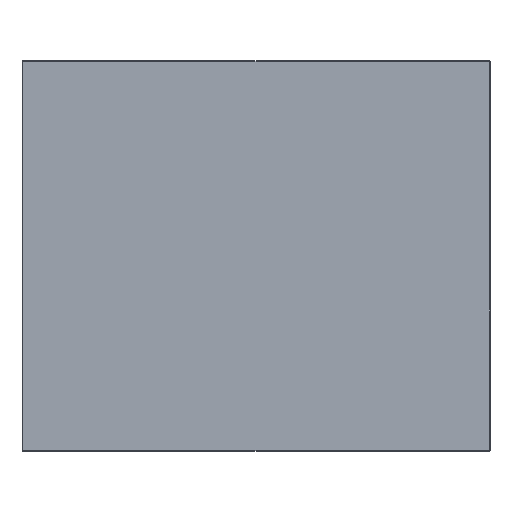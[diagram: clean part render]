
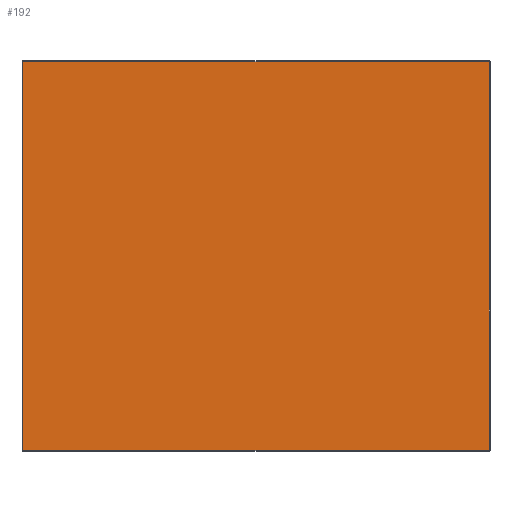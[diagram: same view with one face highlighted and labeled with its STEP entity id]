
A CAD part, top view. The second image highlights one B-rep face of the part: STEP entity #192.
In plain terms, the highlighted face is planar.
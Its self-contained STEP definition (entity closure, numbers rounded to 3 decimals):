
#192=ADVANCED_FACE('',(#269),#1165,.T.);
#269=FACE_OUTER_BOUND('',#346,.T.);
#346=EDGE_LOOP('',(#441,#442,#443,#444));
#441=ORIENTED_EDGE('',*,*,#755,.F.);
#442=ORIENTED_EDGE('',*,*,#756,.F.);
#443=ORIENTED_EDGE('',*,*,#757,.F.);
#444=ORIENTED_EDGE('',*,*,#754,.F.);
#754=EDGE_CURVE('',#1067,#1068,#931,.T.);
#755=EDGE_CURVE('',#1069,#1067,#932,.T.);
#756=EDGE_CURVE('',#1070,#1069,#933,.T.);
#757=EDGE_CURVE('',#1068,#1070,#934,.T.);
#931=B_SPLINE_CURVE_WITH_KNOTS('',1,(#1889,#1890),.UNSPECIFIED.,.F.,.F.,
(2,2),(-498.,0.),.UNSPECIFIED.);
#932=B_SPLINE_CURVE_WITH_KNOTS('',1,(#1891,#1892),.UNSPECIFIED.,.F.,.F.,
(2,2),(-598.,0.),.UNSPECIFIED.);
#933=B_SPLINE_CURVE_WITH_KNOTS('',1,(#1893,#1894),.UNSPECIFIED.,.F.,.F.,
(2,2),(-498.,0.),.UNSPECIFIED.);
#934=B_SPLINE_CURVE_WITH_KNOTS('',1,(#1895,#1896),.UNSPECIFIED.,.F.,.F.,
(2,2),(-598.,0.),.UNSPECIFIED.);
#1067=VERTEX_POINT('',#1835);
#1068=VERTEX_POINT('',#1836);
#1069=VERTEX_POINT('',#1837);
#1070=VERTEX_POINT('',#1838);
#1165=PLANE('',#1347);
#1347=AXIS2_PLACEMENT_3D('',#1526,#1434,$);
#1434=DIRECTION('',(0.,1.,0.));
#1526=CARTESIAN_POINT('',(-358.8,90.,298.8));
#1835=CARTESIAN_POINT('',(299.,90.,-249.));
#1836=CARTESIAN_POINT('',(299.,90.,249.));
#1837=CARTESIAN_POINT('',(-299.,90.,-249.));
#1838=CARTESIAN_POINT('',(-299.,90.,249.));
#1889=CARTESIAN_POINT('',(299.,90.,-249.));
#1890=CARTESIAN_POINT('',(299.,90.,249.));
#1891=CARTESIAN_POINT('',(-299.,90.,-249.));
#1892=CARTESIAN_POINT('',(299.,90.,-249.));
#1893=CARTESIAN_POINT('',(-299.,90.,249.));
#1894=CARTESIAN_POINT('',(-299.,90.,-249.));
#1895=CARTESIAN_POINT('',(299.,90.,249.));
#1896=CARTESIAN_POINT('',(-299.,90.,249.));
